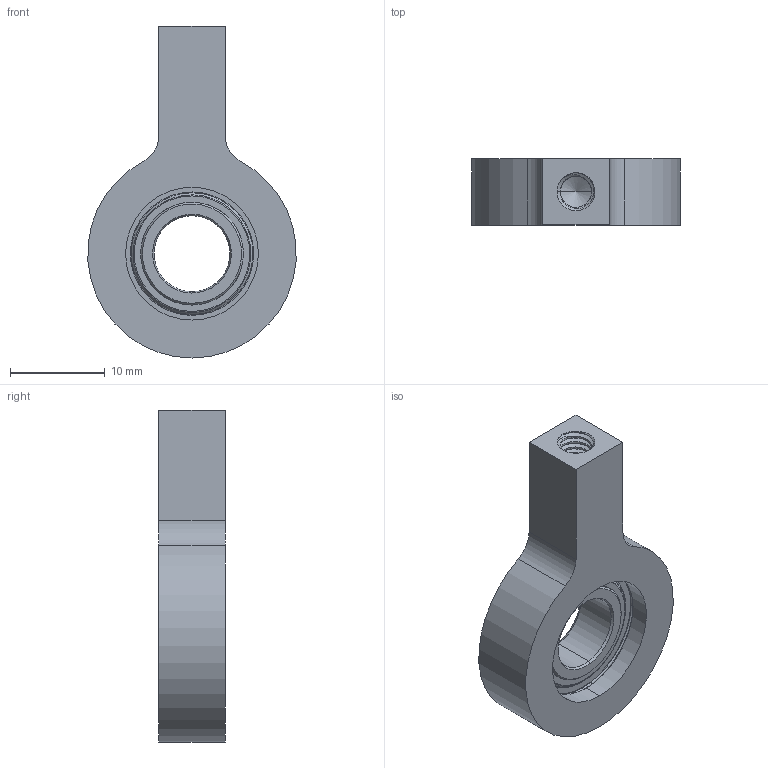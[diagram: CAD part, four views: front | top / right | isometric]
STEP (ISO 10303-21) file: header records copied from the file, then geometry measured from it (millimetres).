
FILE_DESCRIPTION (( 'STEP AP203' ), '1' );
FILE_NAME ('1605-0024-0008 Assembly.STEP', '2018-01-18T20:50:06', ( '' ), ( '' ), 'SwSTEP 2.0', 'SolidWorks 2016', '' );
FILE_SCHEMA (( 'CONFIG_CONTROL_DESIGN' ));
Length unit declared in the file: inch
Products named in the file (3): 1605-0024-0008; 1605-0024-0008 Assembly; 1600-0516-0008
Assembly tree (2 placements, depth 2):
  1605-0024-0008 Assembly
    1605-0024-0008
    1600-0516-0008
Bounding box: 21.94 x 7 x 35 mm (x, y, z)
Volume: 2604 mm3; surface area: 2652.3 mm2
Topology: 4 solids, 4 shells, 137 faces, 314 edges, 195 vertices
Faces by surface type: cylinder 63, cone 29, plane 23, torus 20, bspline 2
Entity records: 6714 total; most frequent: CARTESIAN_POINT 3423, DIRECTION 655, ORIENTED_EDGE 624, EDGE_CURVE 312, AXIS2_PLACEMENT_3D 278, VERTEX_POINT 195, EDGE_LOOP 153, CIRCLE 138
